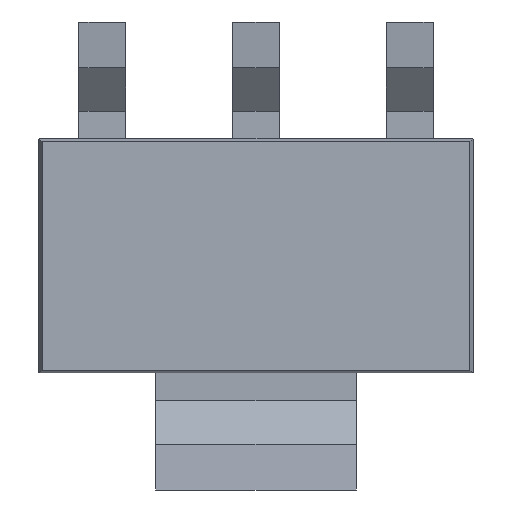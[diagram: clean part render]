
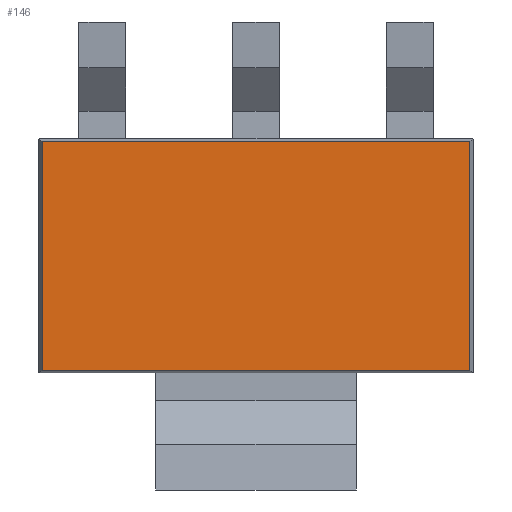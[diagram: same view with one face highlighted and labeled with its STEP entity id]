
A CAD part, front view. The second image highlights one B-rep face of the part: STEP entity #146.
In plain terms, the highlighted planar face has unit normal (0, -1, 0).
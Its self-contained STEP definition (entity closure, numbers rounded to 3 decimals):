
#146=ADVANCED_FACE('',(#293),#294,.T.);
#293=FACE_OUTER_BOUND('',#442,.T.);
#294=PLANE('',#443);
#442=EDGE_LOOP('',(#811,#812,#813,#814));
#443=AXIS2_PLACEMENT_3D('',#815,#816,#817);
#811=ORIENTED_EDGE('',*,*,#1041,.T.);
#812=ORIENTED_EDGE('',*,*,#1032,.F.);
#813=ORIENTED_EDGE('',*,*,#1042,.T.);
#814=ORIENTED_EDGE('',*,*,#1036,.T.);
#815=CARTESIAN_POINT('',(3.25,0.06,1.8));
#816=DIRECTION('',(0.0,-1.0,-0.0));
#817=DIRECTION('',(-1.0,0.0,0.));
#1032=EDGE_CURVE('',#1266,#1257,#1268,.T.);
#1036=EDGE_CURVE('',#1275,#1273,#1276,.T.);
#1041=EDGE_CURVE('',#1273,#1257,#1283,.T.);
#1042=EDGE_CURVE('',#1266,#1275,#1284,.T.);
#1257=VERTEX_POINT('',#1599);
#1266=VERTEX_POINT('',#1612);
#1268=LINE('',#1615,#1616);
#1273=VERTEX_POINT('',#1622);
#1275=VERTEX_POINT('',#1625);
#1276=LINE('',#1626,#1627);
#1283=LINE('',#1637,#1638);
#1284=LINE('',#1639,#1640);
#1599=CARTESIAN_POINT('',(6.45,0.06,-1.717));
#1612=CARTESIAN_POINT('',(6.45,0.06,1.717));
#1615=CARTESIAN_POINT('',(6.45,0.06,1.8));
#1616=VECTOR('',#1773,1.0);
#1622=CARTESIAN_POINT('',(0.05,0.06,-1.717));
#1625=CARTESIAN_POINT('',(0.05,0.06,1.717));
#1626=CARTESIAN_POINT('',(0.05,0.06,1.8));
#1627=VECTOR('',#1776,1.0);
#1637=CARTESIAN_POINT('',(1.6,0.06,-1.717));
#1638=VECTOR('',#1780,1.0);
#1639=CARTESIAN_POINT('',(1.6,0.06,1.717));
#1640=VECTOR('',#1781,1.0);
#1773=DIRECTION('',(0.,0.0,-1.0));
#1776=DIRECTION('',(0.,0.0,-1.0));
#1780=DIRECTION('',(1.0,0.0,0.));
#1781=DIRECTION('',(-1.0,0.0,0.));
